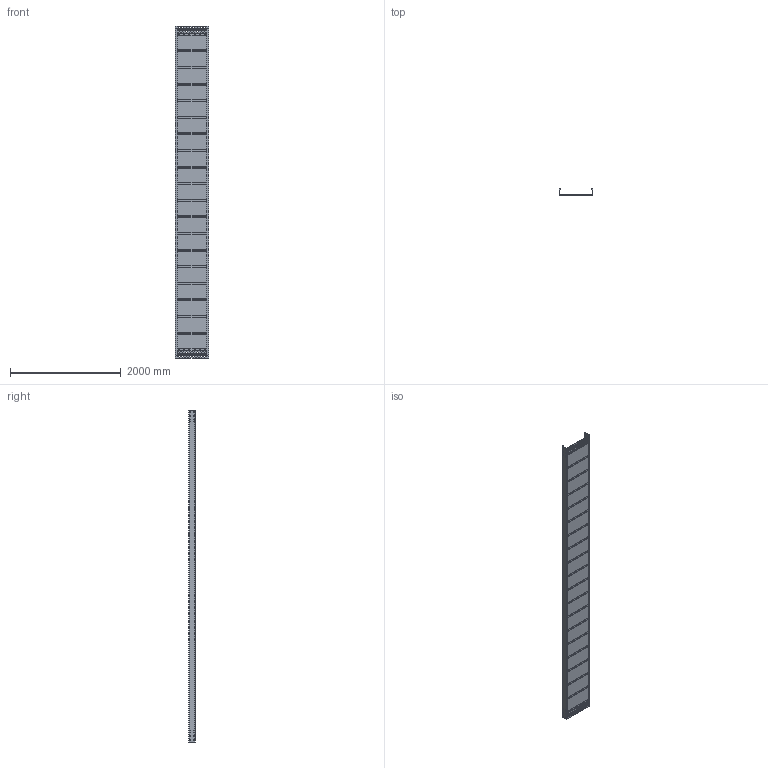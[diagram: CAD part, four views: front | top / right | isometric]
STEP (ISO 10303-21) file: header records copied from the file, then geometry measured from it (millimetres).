
FILE_DESCRIPTION((''),'2;1');
FILE_NAME('6098127_ASM','2012-12-13T',('AndreasKeweloh'),(''),'PRO/ENGINEER BY PARAMETRIC TECHNOLOGY CORPORATION, 2012230','PRO/ENGINEER BY PARAMETRIC TECHNOLOGY CORPORATION, 2012230','');
FILE_SCHEMA(('CONFIG_CONTROL_DESIGN'));
Length unit declared in the file: millimetre
Products named in the file (4): 6098127_HOLM1; 6098127_HOLM2; 6098127_BODEN; 6098127_ASM
Assembly tree (3 placements, depth 2):
  6098127_ASM
    6098127_HOLM1
    6098127_HOLM2
    6098127_BODEN
Bounding box: 600 x 110 x 6000 mm (x, y, z)
Volume: 9358916.4 mm3; surface area: 11239010.5 mm2
Topology: 3 solids, 3 shells, 974 faces, 2844 edges, 1880 vertices
Faces by surface type: plane 506, cylinder 468
Entity records: 33008 total; most frequent: DIRECTION 5742, CARTESIAN_POINT 5705, ORIENTED_EDGE 5688, EDGE_CURVE 2844, AXIS2_PLACEMENT_3D 1917, VECTOR 1908, LINE 1908, VERTEX_POINT 1880
